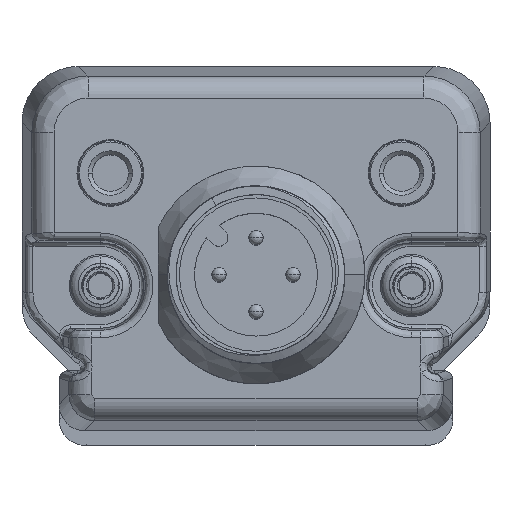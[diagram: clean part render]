
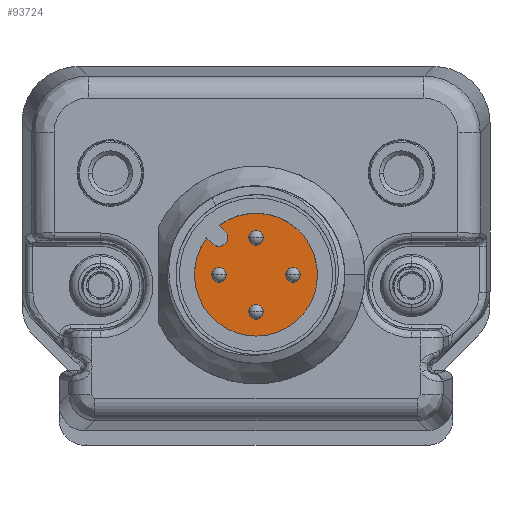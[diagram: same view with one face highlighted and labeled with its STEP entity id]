
A CAD part, top view. The second image highlights one B-rep face of the part: STEP entity #93724.
In plain terms, the highlighted planar face has unit normal (0, 0, 1).
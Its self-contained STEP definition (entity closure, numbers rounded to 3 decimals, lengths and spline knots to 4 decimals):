
#41865=CARTESIAN_POINT('',(0.,1.,302.87));
#41866=DIRECTION('',(0.,0.,1.));
#41867=DIRECTION('',(-0.802,0.597,0.));
#41868=AXIS2_PLACEMENT_3D('',#41865,#41866,#41867);
#41870=DIRECTION('',(-0.707,0.707,0.));
#41871=VECTOR('',#41870,0.5564);
#41872=CARTESIAN_POINT('',(-2.9345,3.086,302.87));
#41873=LINE('',#41872,#41871);
#41874=CARTESIAN_POINT('',(-2.5102,3.5102,302.87));
#41875=DIRECTION('',(0.,0.,-1.));
#41876=DIRECTION('',(0.707,0.707,0.));
#41877=AXIS2_PLACEMENT_3D('',#41874,#41875,#41876);
#41879=DIRECTION('',(0.707,-0.707,0.));
#41880=VECTOR('',#41879,0.5564);
#41881=CARTESIAN_POINT('',(-2.4794,4.3279,302.87));
#41882=LINE('',#41881,#41880);
#41883=CARTESIAN_POINT('',(0.,3.5,302.87));
#41884=DIRECTION('',(0.,0.,-1.));
#41885=DIRECTION('',(1.,0.,0.));
#41886=AXIS2_PLACEMENT_3D('',#41883,#41884,#41885);
#41888=CARTESIAN_POINT('',(0.,3.5,302.87));
#41889=DIRECTION('',(0.,0.,-1.));
#41890=DIRECTION('',(-1.,0.,0.));
#41891=AXIS2_PLACEMENT_3D('',#41888,#41889,#41890);
#41893=CARTESIAN_POINT('',(-2.5,1.,302.87));
#41894=DIRECTION('',(0.,0.,-1.));
#41895=DIRECTION('',(1.,0.,0.));
#41896=AXIS2_PLACEMENT_3D('',#41893,#41894,#41895);
#41898=CARTESIAN_POINT('',(-2.5,1.,302.87));
#41899=DIRECTION('',(0.,0.,-1.));
#41900=DIRECTION('',(-1.,0.,0.));
#41901=AXIS2_PLACEMENT_3D('',#41898,#41899,#41900);
#41903=CARTESIAN_POINT('',(0.,-1.5,302.87));
#41904=DIRECTION('',(0.,0.,-1.));
#41905=DIRECTION('',(1.,0.,0.));
#41906=AXIS2_PLACEMENT_3D('',#41903,#41904,#41905);
#41908=CARTESIAN_POINT('',(0.,-1.5,302.87));
#41909=DIRECTION('',(0.,0.,-1.));
#41910=DIRECTION('',(-1.,0.,0.));
#41911=AXIS2_PLACEMENT_3D('',#41908,#41909,#41910);
#41913=CARTESIAN_POINT('',(2.5,1.,302.87));
#41914=DIRECTION('',(0.,0.,-1.));
#41915=DIRECTION('',(1.,0.,0.));
#41916=AXIS2_PLACEMENT_3D('',#41913,#41914,#41915);
#41918=CARTESIAN_POINT('',(2.5,1.,302.87));
#41919=DIRECTION('',(0.,0.,-1.));
#41920=DIRECTION('',(-1.,0.,0.));
#41921=AXIS2_PLACEMENT_3D('',#41918,#41919,#41920);
#56642=CARTESIAN_POINT('',(-3.3279,3.4794,302.87));
#56643=CARTESIAN_POINT('',(-2.4794,4.3279,302.87));
#56644=VERTEX_POINT('',#56642);
#56645=VERTEX_POINT('',#56643);
#56646=CARTESIAN_POINT('',(-2.086,3.9345,302.87));
#56647=VERTEX_POINT('',#56646);
#56648=CARTESIAN_POINT('',(-2.9345,3.086,302.87));
#56649=VERTEX_POINT('',#56648);
#56729=CARTESIAN_POINT('',(0.5,3.5,302.87));
#56730=CARTESIAN_POINT('',(-0.5,3.5,302.87));
#56731=VERTEX_POINT('',#56729);
#56732=VERTEX_POINT('',#56730);
#56739=CARTESIAN_POINT('',(-2.,1.,302.87));
#56740=CARTESIAN_POINT('',(-3.,1.,302.87));
#56741=VERTEX_POINT('',#56739);
#56742=VERTEX_POINT('',#56740);
#56749=CARTESIAN_POINT('',(0.5,-1.5,302.87));
#56750=CARTESIAN_POINT('',(-0.5,-1.5,302.87));
#56751=VERTEX_POINT('',#56749);
#56752=VERTEX_POINT('',#56750);
#56759=CARTESIAN_POINT('',(3.,1.,302.87));
#56760=CARTESIAN_POINT('',(2.,1.,302.87));
#56761=VERTEX_POINT('',#56759);
#56762=VERTEX_POINT('',#56760);
#93689=CARTESIAN_POINT('',(0.,1.,302.87));
#93690=DIRECTION('',(0.,0.,1.));
#93691=DIRECTION('',(0.,1.,0.));
#93692=AXIS2_PLACEMENT_3D('',#93689,#93690,#93691);
#93693=PLANE('',#93692);
#93694=ORIENTED_EDGE('',*,*,#93641,.F.);
#93695=ORIENTED_EDGE('',*,*,#93656,.F.);
#93696=ORIENTED_EDGE('',*,*,#93670,.F.);
#93697=ORIENTED_EDGE('',*,*,#93683,.F.);
#93698=EDGE_LOOP('',(#93694,#93695,#93696,#93697));
#93699=FACE_OUTER_BOUND('',#93698,.F.);
#93701=ORIENTED_EDGE('',*,*,#93700,.F.);
#93703=ORIENTED_EDGE('',*,*,#93702,.F.);
#93704=EDGE_LOOP('',(#93701,#93703));
#93705=FACE_BOUND('',#93704,.F.);
#93707=ORIENTED_EDGE('',*,*,#93706,.F.);
#93709=ORIENTED_EDGE('',*,*,#93708,.F.);
#93710=EDGE_LOOP('',(#93707,#93709));
#93711=FACE_BOUND('',#93710,.F.);
#93713=ORIENTED_EDGE('',*,*,#93712,.F.);
#93715=ORIENTED_EDGE('',*,*,#93714,.F.);
#93716=EDGE_LOOP('',(#93713,#93715));
#93717=FACE_BOUND('',#93716,.F.);
#93719=ORIENTED_EDGE('',*,*,#93718,.F.);
#93721=ORIENTED_EDGE('',*,*,#93720,.F.);
#93722=EDGE_LOOP('',(#93719,#93721));
#93723=FACE_BOUND('',#93722,.F.);
#93724=ADVANCED_FACE('',(#93699,#93705,#93711,#93717,#93723),#93693,.T.);
#41869=CIRCLE('',#41868,4.15);
#41878=CIRCLE('',#41877,0.6);
#41887=CIRCLE('',#41886,0.5);
#41892=CIRCLE('',#41891,0.5);
#41897=CIRCLE('',#41896,0.5);
#41902=CIRCLE('',#41901,0.5);
#41907=CIRCLE('',#41906,0.5);
#41912=CIRCLE('',#41911,0.5);
#41917=CIRCLE('',#41916,0.5);
#41922=CIRCLE('',#41921,0.5);
#93641=EDGE_CURVE('',#56644,#56645,#41869,.T.);
#93656=EDGE_CURVE('',#56649,#56644,#41873,.T.);
#93670=EDGE_CURVE('',#56647,#56649,#41878,.T.);
#93683=EDGE_CURVE('',#56645,#56647,#41882,.T.);
#93700=EDGE_CURVE('',#56731,#56732,#41887,.T.);
#93702=EDGE_CURVE('',#56732,#56731,#41892,.T.);
#93706=EDGE_CURVE('',#56741,#56742,#41897,.T.);
#93708=EDGE_CURVE('',#56742,#56741,#41902,.T.);
#93712=EDGE_CURVE('',#56751,#56752,#41907,.T.);
#93714=EDGE_CURVE('',#56752,#56751,#41912,.T.);
#93718=EDGE_CURVE('',#56761,#56762,#41917,.T.);
#93720=EDGE_CURVE('',#56762,#56761,#41922,.T.);
